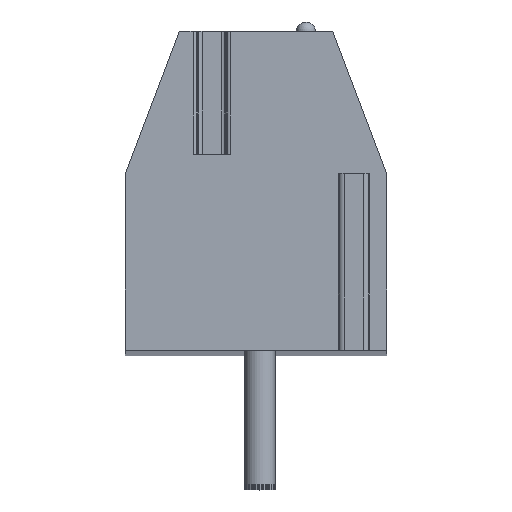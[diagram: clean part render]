
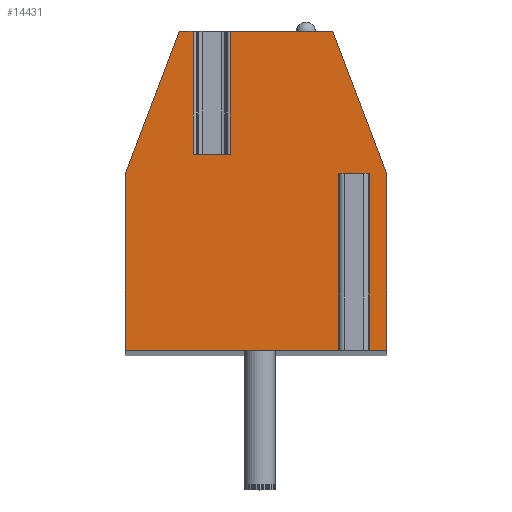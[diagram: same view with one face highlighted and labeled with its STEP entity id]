
A CAD part, top view. The second image highlights one B-rep face of the part: STEP entity #14431.
In plain terms, the highlighted planar face has unit normal (0, 0, 1).
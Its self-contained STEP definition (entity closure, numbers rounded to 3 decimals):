
#13=DIRECTION('',(0.,1.,0.));
#14=VECTOR('',#13,3.2);
#15=CARTESIAN_POINT('',(-1.636,1.,78.105));
#16=LINE('',#15,#14);
#17=DIRECTION('',(1.,0.,0.));
#18=VECTOR('',#17,0.972);
#19=CARTESIAN_POINT('',(-1.636,1.,78.105));
#20=LINE('',#19,#18);
#21=DIRECTION('',(0.,1.,0.));
#22=VECTOR('',#21,3.2);
#23=CARTESIAN_POINT('',(-0.664,1.,78.105));
#24=LINE('',#23,#22);
#25=DIRECTION('',(-1.,0.,0.));
#26=VECTOR('',#25,2.659);
#27=CARTESIAN_POINT('',(1.995,4.2,78.105));
#28=LINE('',#27,#26);
#29=DIRECTION('',(-0.355,0.935,0.));
#30=VECTOR('',#29,3.958);
#31=CARTESIAN_POINT('',(3.4,0.5,78.105));
#32=LINE('',#31,#30);
#33=DIRECTION('',(0.,1.,0.));
#34=VECTOR('',#33,4.6);
#35=CARTESIAN_POINT('',(3.4,-4.1,78.105));
#36=LINE('',#35,#34);
#37=DIRECTION('',(1.,0.,0.));
#38=VECTOR('',#37,0.625);
#39=CARTESIAN_POINT('',(2.775,-4.1,78.105));
#40=LINE('',#39,#38);
#41=DIRECTION('',(0.,1.,0.));
#42=VECTOR('',#41,4.6);
#43=CARTESIAN_POINT('',(2.775,-4.1,78.105));
#44=LINE('',#43,#42);
#45=DIRECTION('',(-1.,0.,0.));
#46=VECTOR('',#45,0.45);
#47=CARTESIAN_POINT('',(2.775,0.5,78.105));
#48=LINE('',#47,#46);
#49=DIRECTION('',(0.,1.,0.));
#50=VECTOR('',#49,4.6);
#51=CARTESIAN_POINT('',(2.325,-4.1,78.105));
#52=LINE('',#51,#50);
#53=DIRECTION('',(1.,0.,0.));
#54=VECTOR('',#53,5.725);
#55=CARTESIAN_POINT('',(-3.4,-4.1,78.105));
#56=LINE('',#55,#54);
#57=DIRECTION('',(0.,-1.,0.));
#58=VECTOR('',#57,4.6);
#59=CARTESIAN_POINT('',(-3.4,0.5,78.105));
#60=LINE('',#59,#58);
#61=DIRECTION('',(-0.355,-0.935,0.));
#62=VECTOR('',#61,3.958);
#63=CARTESIAN_POINT('',(-1.995,4.2,78.105));
#64=LINE('',#63,#62);
#65=DIRECTION('',(-1.,0.,0.));
#66=VECTOR('',#65,0.359);
#67=CARTESIAN_POINT('',(-1.636,4.2,78.105));
#68=LINE('',#67,#66);
#11330=CARTESIAN_POINT('',(-1.995,4.2,78.105));
#11331=CARTESIAN_POINT('',(-3.4,0.5,78.105));
#11332=VERTEX_POINT('',#11330);
#11333=VERTEX_POINT('',#11331);
#11334=CARTESIAN_POINT('',(-3.4,-4.1,78.105));
#11335=VERTEX_POINT('',#11334);
#11336=CARTESIAN_POINT('',(3.4,-4.1,78.105));
#11337=CARTESIAN_POINT('',(3.4,0.5,78.105));
#11338=VERTEX_POINT('',#11336);
#11339=VERTEX_POINT('',#11337);
#11340=CARTESIAN_POINT('',(1.995,4.2,78.105));
#11341=VERTEX_POINT('',#11340);
#11378=CARTESIAN_POINT('',(2.775,0.5,78.105));
#11379=CARTESIAN_POINT('',(2.325,0.5,78.105));
#11380=VERTEX_POINT('',#11378);
#11381=VERTEX_POINT('',#11379);
#11382=CARTESIAN_POINT('',(2.325,-4.1,78.105));
#11383=VERTEX_POINT('',#11382);
#11384=CARTESIAN_POINT('',(2.775,-4.1,78.105));
#11385=VERTEX_POINT('',#11384);
#11446=CARTESIAN_POINT('',(-1.636,1.,78.105));
#11447=CARTESIAN_POINT('',(-1.636,4.2,78.105));
#11448=VERTEX_POINT('',#11446);
#11449=VERTEX_POINT('',#11447);
#11450=CARTESIAN_POINT('',(-0.664,1.,78.105));
#11451=CARTESIAN_POINT('',(-0.664,4.2,78.105));
#11452=VERTEX_POINT('',#11450);
#11453=VERTEX_POINT('',#11451);
#14396=CARTESIAN_POINT('',(0.,0.,78.105));
#14397=DIRECTION('',(0.,0.,1.));
#14398=DIRECTION('',(1.,0.,0.));
#14399=AXIS2_PLACEMENT_3D('',#14396,#14397,#14398);
#14400=PLANE('',#14399);
#14402=ORIENTED_EDGE('',*,*,#14401,.F.);
#14404=ORIENTED_EDGE('',*,*,#14403,.T.);
#14406=ORIENTED_EDGE('',*,*,#14405,.T.);
#14408=ORIENTED_EDGE('',*,*,#14407,.F.);
#14410=ORIENTED_EDGE('',*,*,#14409,.F.);
#14412=ORIENTED_EDGE('',*,*,#14411,.F.);
#14414=ORIENTED_EDGE('',*,*,#14413,.F.);
#14416=ORIENTED_EDGE('',*,*,#14415,.T.);
#14418=ORIENTED_EDGE('',*,*,#14417,.T.);
#14420=ORIENTED_EDGE('',*,*,#14419,.F.);
#14422=ORIENTED_EDGE('',*,*,#14421,.F.);
#14424=ORIENTED_EDGE('',*,*,#14423,.F.);
#14426=ORIENTED_EDGE('',*,*,#14425,.F.);
#14428=ORIENTED_EDGE('',*,*,#14427,.F.);
#14429=EDGE_LOOP('',(#14402,#14404,#14406,#14408,#14410,#14412,#14414,#14416,
#14418,#14420,#14422,#14424,#14426,#14428));
#14430=FACE_OUTER_BOUND('',#14429,.F.);
#14401=EDGE_CURVE('',#11448,#11449,#16,.T.);
#14403=EDGE_CURVE('',#11448,#11452,#20,.T.);
#14405=EDGE_CURVE('',#11452,#11453,#24,.T.);
#14407=EDGE_CURVE('',#11341,#11453,#28,.T.);
#14409=EDGE_CURVE('',#11339,#11341,#32,.T.);
#14411=EDGE_CURVE('',#11338,#11339,#36,.T.);
#14413=EDGE_CURVE('',#11385,#11338,#40,.T.);
#14415=EDGE_CURVE('',#11385,#11380,#44,.T.);
#14417=EDGE_CURVE('',#11380,#11381,#48,.T.);
#14419=EDGE_CURVE('',#11383,#11381,#52,.T.);
#14421=EDGE_CURVE('',#11335,#11383,#56,.T.);
#14423=EDGE_CURVE('',#11333,#11335,#60,.T.);
#14425=EDGE_CURVE('',#11332,#11333,#64,.T.);
#14427=EDGE_CURVE('',#11449,#11332,#68,.T.);
#14431=ADVANCED_FACE('',(#14430),#14400,.T.);
